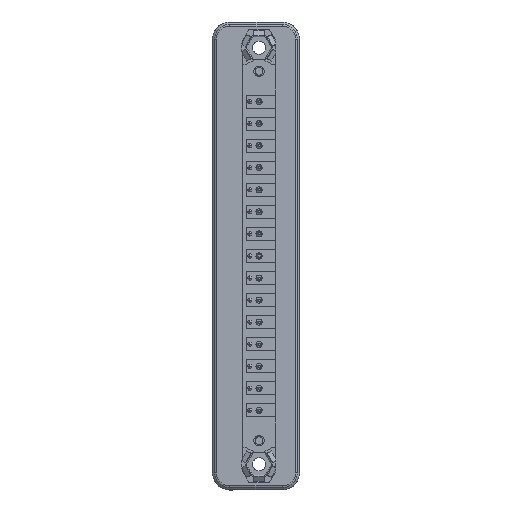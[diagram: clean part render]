
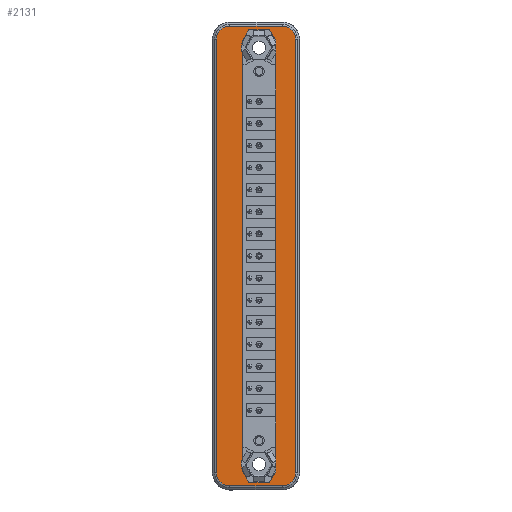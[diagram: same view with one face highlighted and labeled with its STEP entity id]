
A CAD part, front view. The second image highlights one B-rep face of the part: STEP entity #2131.
In plain terms, the highlighted planar face has unit normal (0, -1, 0).
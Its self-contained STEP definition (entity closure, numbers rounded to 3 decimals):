
#2131=ADVANCED_FACE('',(#5483,#5484),#5485,.T.);
#5483=FACE_OUTER_BOUND('',#10104,.T.);
#5484=FACE_BOUND('',#10105,.T.);
#5485=PLANE('',#10106);
#10104=EDGE_LOOP('',(#16423,#16424,#16425,#16426,#16427,#16428,#16429,#16430));
#10105=EDGE_LOOP('',(#16431,#16432,#16433,#16434,#16435,#16436,#16437,#16438,#16439,#16440,#16441,#16442));
#10106=AXIS2_PLACEMENT_3D('',#16443,#16444,#16445);
#16423=ORIENTED_EDGE('',*,*,#28314,.F.);
#16424=ORIENTED_EDGE('',*,*,#28204,.F.);
#16425=ORIENTED_EDGE('',*,*,#28315,.F.);
#16426=ORIENTED_EDGE('',*,*,#28316,.F.);
#16427=ORIENTED_EDGE('',*,*,#28317,.T.);
#16428=ORIENTED_EDGE('',*,*,#28318,.T.);
#16429=ORIENTED_EDGE('',*,*,#28319,.T.);
#16430=ORIENTED_EDGE('',*,*,#28320,.T.);
#16431=ORIENTED_EDGE('',*,*,#28321,.T.);
#16432=ORIENTED_EDGE('',*,*,#28322,.T.);
#16433=ORIENTED_EDGE('',*,*,#27257,.T.);
#16434=ORIENTED_EDGE('',*,*,#27241,.T.);
#16435=ORIENTED_EDGE('',*,*,#27382,.F.);
#16436=ORIENTED_EDGE('',*,*,#28323,.T.);
#16437=ORIENTED_EDGE('',*,*,#27454,.T.);
#16438=ORIENTED_EDGE('',*,*,#28324,.F.);
#16439=ORIENTED_EDGE('',*,*,#28325,.T.);
#16440=ORIENTED_EDGE('',*,*,#27053,.F.);
#16441=ORIENTED_EDGE('',*,*,#28326,.T.);
#16442=ORIENTED_EDGE('',*,*,#28327,.T.);
#16443=CARTESIAN_POINT('',(-4.1,5.65,-72.635));
#16444=DIRECTION('',(0.,-1.0,0.));
#16445=DIRECTION('',(0.,0.,1.0));
#27053=EDGE_CURVE('',#32278,#32279,#32280,.T.);
#27241=EDGE_CURVE('',#32603,#32608,#32610,.T.);
#27257=EDGE_CURVE('',#32634,#32603,#32637,.T.);
#27382=EDGE_CURVE('',#32848,#32608,#32850,.T.);
#27454=EDGE_CURVE('',#32975,#32976,#32977,.T.);
#28204=EDGE_CURVE('',#34209,#34204,#34211,.T.);
#28314=EDGE_CURVE('',#34204,#34383,#34384,.T.);
#28315=EDGE_CURVE('',#34385,#34209,#34386,.T.);
#28316=EDGE_CURVE('',#34387,#34385,#34388,.T.);
#28317=EDGE_CURVE('',#34387,#34389,#34390,.T.);
#28318=EDGE_CURVE('',#34389,#34391,#34392,.T.);
#28319=EDGE_CURVE('',#34391,#34393,#34394,.T.);
#28320=EDGE_CURVE('',#34393,#34383,#34395,.T.);
#28321=EDGE_CURVE('',#34396,#34397,#34398,.T.);
#28322=EDGE_CURVE('',#34397,#32634,#34399,.T.);
#28323=EDGE_CURVE('',#32848,#32975,#34400,.T.);
#28324=EDGE_CURVE('',#34401,#32976,#34402,.T.);
#28325=EDGE_CURVE('',#34401,#32279,#34403,.T.);
#28326=EDGE_CURVE('',#32278,#34404,#34405,.T.);
#28327=EDGE_CURVE('',#34404,#34396,#34406,.T.);
#32278=VERTEX_POINT('',#39529);
#32279=VERTEX_POINT('',#39530);
#32280=LINE('',#39531,#39532);
#32603=VERTEX_POINT('',#39985);
#32608=VERTEX_POINT('',#39992);
#32610=LINE('',#39995,#39996);
#32634=VERTEX_POINT('',#40027);
#32637=LINE('',#40032,#40033);
#32848=VERTEX_POINT('',#40348);
#32850=LINE('',#40351,#40352);
#32975=VERTEX_POINT('',#40520);
#32976=VERTEX_POINT('',#40521);
#32977=LINE('',#40522,#40523);
#34204=VERTEX_POINT('',#42241);
#34209=VERTEX_POINT('',#42247);
#34211=CIRCLE('',#42250,3.0);
#34383=VERTEX_POINT('',#42478);
#34384=LINE('',#42479,#42480);
#34385=VERTEX_POINT('',#42481);
#34386=LINE('',#42482,#42483);
#34387=VERTEX_POINT('',#42484);
#34388=CIRCLE('',#42485,3.0);
#34389=VERTEX_POINT('',#42486);
#34390=LINE('',#42487,#42488);
#34391=VERTEX_POINT('',#42489);
#34392=CIRCLE('',#42490,3.0);
#34393=VERTEX_POINT('',#42491);
#34394=LINE('',#42492,#42493);
#34395=CIRCLE('',#42494,3.0);
#34396=VERTEX_POINT('',#42495);
#34397=VERTEX_POINT('',#42496);
#34398=LINE('',#42497,#42498);
#34399=LINE('',#42499,#42500);
#34400=CIRCLE('',#42501,4.1);
#34401=VERTEX_POINT('',#42502);
#34402=CIRCLE('',#42503,4.1);
#34403=LINE('',#42504,#42505);
#34404=VERTEX_POINT('',#42506);
#34405=LINE('',#42507,#42508);
#34406=LINE('',#42509,#42510);
#39529=CARTESIAN_POINT('',(-2.384,5.65,16.55));
#39530=CARTESIAN_POINT('',(-3.8,5.65,14.098));
#39531=CARTESIAN_POINT('',(-11.94,5.65,0.));
#39532=VECTOR('',#49060,1.0);
#39985=CARTESIAN_POINT('',(-2.384,5.65,-87.67));
#39992=CARTESIAN_POINT('',(-3.8,5.65,-85.218));
#39995=CARTESIAN_POINT('',(-14.873,5.65,-66.04));
#39996=VECTOR('',#49305,1.0);
#40027=CARTESIAN_POINT('',(2.384,5.65,-87.67));
#40032=CARTESIAN_POINT('',(41.643,5.65,-87.67));
#40033=VECTOR('',#49324,1.0);
#40348=CARTESIAN_POINT('',(-3.8,5.65,-85.079));
#40351=CARTESIAN_POINT('',(-3.8,5.65,-66.04));
#40352=VECTOR('',#49451,1.0);
#40520=CARTESIAN_POINT('',(-3.8,5.65,-82.001));
#40521=CARTESIAN_POINT('',(-3.8,5.65,10.881));
#40522=CARTESIAN_POINT('',(-3.8,5.65,-60.96));
#40523=VECTOR('',#49540,1.0);
#42241=CARTESIAN_POINT('',(8.4,5.65,14.42));
#42247=CARTESIAN_POINT('',(5.4,5.65,17.42));
#42250=AXIS2_PLACEMENT_3D('',#50430,#50431,#50432);
#42478=CARTESIAN_POINT('',(8.4,5.65,-85.54));
#42479=CARTESIAN_POINT('',(8.4,5.65,-67.555));
#42480=VECTOR('',#50573,1.0);
#42481=CARTESIAN_POINT('',(-6.8,5.65,17.42));
#42482=CARTESIAN_POINT('',(41.643,5.65,17.42));
#42483=VECTOR('',#50574,1.0);
#42484=CARTESIAN_POINT('',(-9.8,5.65,14.42));
#42485=AXIS2_PLACEMENT_3D('',#50575,#50576,#50577);
#42486=CARTESIAN_POINT('',(-9.8,5.65,-85.54));
#42487=CARTESIAN_POINT('',(-9.8,5.65,-49.285));
#42488=VECTOR('',#50578,1.0);
#42489=CARTESIAN_POINT('',(-6.8,5.65,-88.54));
#42490=AXIS2_PLACEMENT_3D('',#50579,#50580,#50581);
#42491=CARTESIAN_POINT('',(5.4,5.65,-88.54));
#42492=CARTESIAN_POINT('',(41.643,5.65,-88.54));
#42493=VECTOR('',#50582,1.0);
#42494=AXIS2_PLACEMENT_3D('',#50583,#50584,#50585);
#42495=CARTESIAN_POINT('',(3.87,5.65,13.977));
#42496=CARTESIAN_POINT('',(3.87,5.65,-85.097));
#42497=CARTESIAN_POINT('',(3.87,5.65,-60.96));
#42498=VECTOR('',#50586,1.0);
#42499=CARTESIAN_POINT('',(14.873,5.65,-66.04));
#42500=VECTOR('',#50587,1.0);
#42501=AXIS2_PLACEMENT_3D('',#50588,#50589,#50590);
#42502=CARTESIAN_POINT('',(-3.8,5.65,13.959));
#42503=AXIS2_PLACEMENT_3D('',#50591,#50592,#50593);
#42504=CARTESIAN_POINT('',(-3.8,5.65,0.));
#42505=VECTOR('',#50594,1.0);
#42506=CARTESIAN_POINT('',(2.384,5.65,16.55));
#42507=CARTESIAN_POINT('',(41.643,5.65,16.55));
#42508=VECTOR('',#50595,1.0);
#42509=CARTESIAN_POINT('',(11.94,5.65,0.));
#42510=VECTOR('',#50596,1.0);
#49060=DIRECTION('',(-0.5,0.,-0.866));
#49305=DIRECTION('',(-0.5,0.,0.866));
#49324=DIRECTION('',(-1.0,0.,0.));
#49451=DIRECTION('',(0.,0.,-1.0));
#49540=DIRECTION('',(0.,0.,1.0));
#50430=CARTESIAN_POINT('',(5.4,5.65,14.42));
#50431=DIRECTION('',(0.,1.0,0.));
#50432=DIRECTION('',(1.0,0.,0.));
#50573=DIRECTION('',(0.,0.,-1.0));
#50574=DIRECTION('',(1.0,0.,0.));
#50575=CARTESIAN_POINT('',(-6.8,5.65,14.42));
#50576=DIRECTION('',(0.,1.0,0.));
#50577=DIRECTION('',(1.0,0.,0.));
#50578=DIRECTION('',(0.,0.,-1.0));
#50579=CARTESIAN_POINT('',(-6.8,5.65,-85.54));
#50580=DIRECTION('',(0.,-1.0,0.));
#50581=DIRECTION('',(1.0,0.,0.));
#50582=DIRECTION('',(1.0,0.,0.));
#50583=CARTESIAN_POINT('',(5.4,5.65,-85.54));
#50584=DIRECTION('',(0.,-1.0,0.));
#50585=DIRECTION('',(1.0,0.,0.));
#50586=DIRECTION('',(0.,0.,-1.0));
#50587=DIRECTION('',(-0.5,0.,-0.866));
#50588=CARTESIAN_POINT('',(0.,5.65,-83.54));
#50589=DIRECTION('',(0.,1.0,0.));
#50590=DIRECTION('',(0.,0.,-1.0));
#50591=CARTESIAN_POINT('',(0.,5.65,12.42));
#50592=DIRECTION('',(0.,-1.0,0.));
#50593=DIRECTION('',(0.,0.,1.0));
#50594=DIRECTION('',(0.,0.,1.0));
#50595=DIRECTION('',(1.0,0.,0.));
#50596=DIRECTION('',(0.5,0.,-0.866));
